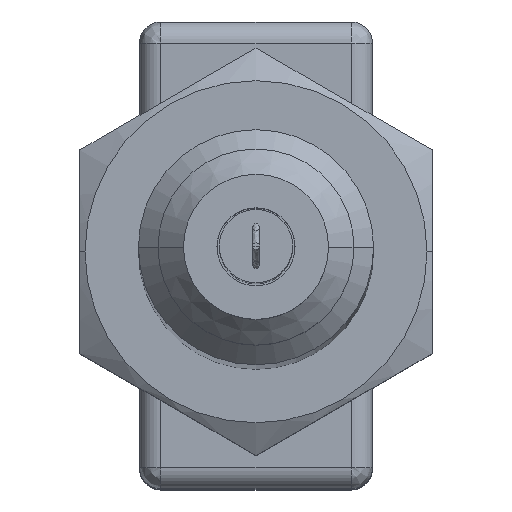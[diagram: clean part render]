
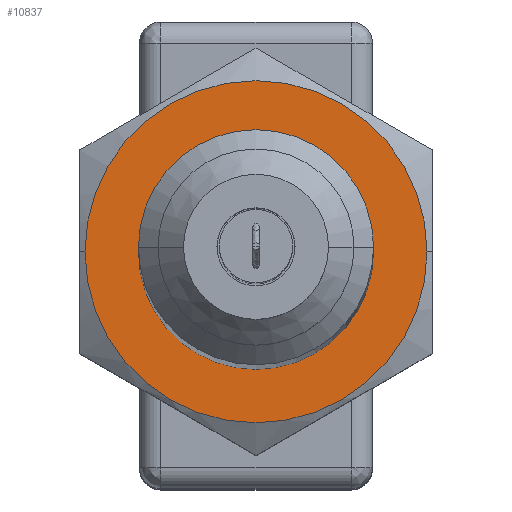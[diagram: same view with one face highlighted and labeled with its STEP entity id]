
A CAD part, top view. The second image highlights one B-rep face of the part: STEP entity #10837.
In plain terms, the highlighted planar face has unit normal (0, 0, 1).
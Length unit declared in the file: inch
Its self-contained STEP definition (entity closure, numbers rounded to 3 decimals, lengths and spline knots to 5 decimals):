
#421 = CIRCLE ( 'NONE', #9423, 0.36373 ) ;
#489 = EDGE_CURVE ( 'NONE', #11572, #13028, #7316, .T. ) ;
#1085 = AXIS2_PLACEMENT_3D ( 'NONE', #3270, #17664, #4872 ) ;
#1742 = DIRECTION ( 'NONE',  ( 1., 0., 0. ) ) ;
#2254 = ORIENTED_EDGE ( 'NONE', *, *, #9625, .T. ) ;
#3137 = FACE_BOUND ( 'NONE', #18222, .T. ) ;
#3270 = CARTESIAN_POINT ( 'NONE',  ( 0., 0., 0.375 ) ) ;
#4016 = CARTESIAN_POINT ( 'NONE',  ( 0.25, 0., 0.375 ) ) ;
#4130 = DIRECTION ( 'NONE',  ( -1., 0., 0. ) ) ;
#4872 = DIRECTION ( 'NONE',  ( -1., 0., 0. ) ) ;
#4928 = VERTEX_POINT ( 'NONE', #14926 ) ;
#6510 = ORIENTED_EDGE ( 'NONE', *, *, #489, .F. ) ;
#7316 = CIRCLE ( 'NONE', #17322, 0.25 ) ;
#7353 = CIRCLE ( 'NONE', #1085, 0.36373 ) ;
#7528 = DIRECTION ( 'NONE',  ( -1., 0., 0. ) ) ;
#7688 = DIRECTION ( 'NONE',  ( 0., 0., 1. ) ) ;
#7690 = CARTESIAN_POINT ( 'NONE',  ( 0., 0., 0.375 ) ) ;
#7989 = CARTESIAN_POINT ( 'NONE',  ( 0., 0., 0.375 ) ) ;
#8076 = AXIS2_PLACEMENT_3D ( 'NONE', #20444, #13367, #17053 ) ;
#8114 = CARTESIAN_POINT ( 'NONE',  ( -0.25, 0., 0.375 ) ) ;
#8314 = AXIS2_PLACEMENT_3D ( 'NONE', #21293, #23260, #1742 ) ;
#9315 = ORIENTED_EDGE ( 'NONE', *, *, #19019, .T. ) ;
#9418 = DIRECTION ( 'NONE',  ( 0., 0., 1. ) ) ;
#9423 = AXIS2_PLACEMENT_3D ( 'NONE', #7989, #7688, #4130 ) ;
#9625 = EDGE_CURVE ( 'NONE', #22260, #4928, #421, .T. ) ;
#10772 = FACE_OUTER_BOUND ( 'NONE', #18577, .T. ) ;
#10837 = ADVANCED_FACE ( 'NONE', ( #3137, #10772 ), #19513, .T. ) ;
#11572 = VERTEX_POINT ( 'NONE', #4016 ) ;
#12973 = ORIENTED_EDGE ( 'NONE', *, *, #13394, .F. ) ;
#13028 = VERTEX_POINT ( 'NONE', #8114 ) ;
#13367 = DIRECTION ( 'NONE',  ( 0., 0., 1. ) ) ;
#13394 = EDGE_CURVE ( 'NONE', #13028, #11572, #23225, .T. ) ;
#14926 = CARTESIAN_POINT ( 'NONE',  ( 0.36373, 0., 0.375 ) ) ;
#17053 = DIRECTION ( 'NONE',  ( -1., 0., 0. ) ) ;
#17322 = AXIS2_PLACEMENT_3D ( 'NONE', #7690, #9418, #7528 ) ;
#17586 = CARTESIAN_POINT ( 'NONE',  ( -0.36373, 0., 0.375 ) ) ;
#17664 = DIRECTION ( 'NONE',  ( 0., 0., 1. ) ) ;
#18222 = EDGE_LOOP ( 'NONE', ( #12973, #6510 ) ) ;
#18577 = EDGE_LOOP ( 'NONE', ( #2254, #9315 ) ) ;
#19019 = EDGE_CURVE ( 'NONE', #4928, #22260, #7353, .T. ) ;
#19513 = PLANE ( 'NONE',  #8314 ) ;
#20444 = CARTESIAN_POINT ( 'NONE',  ( 0., 0., 0.375 ) ) ;
#21293 = CARTESIAN_POINT ( 'NONE',  ( 0., 0., 0.375 ) ) ;
#22260 = VERTEX_POINT ( 'NONE', #17586 ) ;
#23225 = CIRCLE ( 'NONE', #8076, 0.25 ) ;
#23260 = DIRECTION ( 'NONE',  ( 0., 0., 1. ) ) ;
